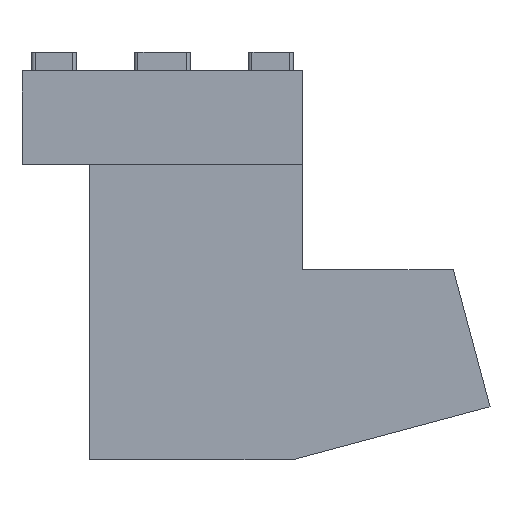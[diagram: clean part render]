
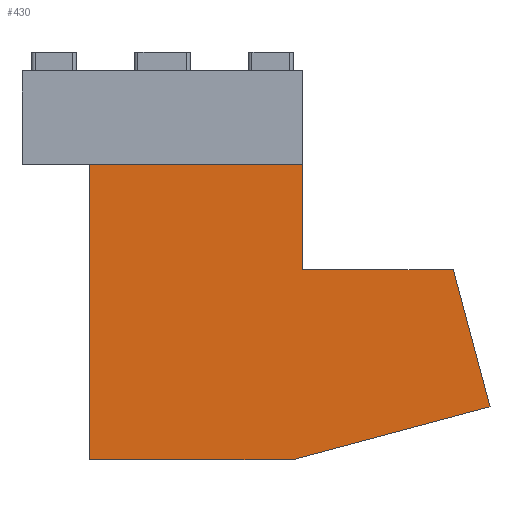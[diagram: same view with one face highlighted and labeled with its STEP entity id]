
A CAD part, left-side view. The second image highlights one B-rep face of the part: STEP entity #430.
In plain terms, the highlighted planar face has unit normal (-1, 0, 0).
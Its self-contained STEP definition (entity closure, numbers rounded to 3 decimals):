
#52=FACE_OUTER_BOUND('',#602,.T.);
#113=PLANE('',#1426);
#179=LINE('',#2222,#308);
#207=LINE('',#2303,#336);
#212=LINE('',#2311,#341);
#213=LINE('',#2313,#342);
#216=LINE('',#2319,#345);
#219=LINE('',#2325,#348);
#222=LINE('',#2331,#351);
#308=VECTOR('',#1570,1.);
#336=VECTOR('',#1628,1.);
#341=VECTOR('',#1635,1.);
#342=VECTOR('',#1638,1.);
#345=VECTOR('',#1643,1.);
#348=VECTOR('',#1648,1.);
#351=VECTOR('',#1653,1.);
#430=ADVANCED_FACE('',(#52),#113,.T.);
#602=EDGE_LOOP('',(#796,#797,#798,#799,#800,#801,#802));
#796=ORIENTED_EDGE('',*,*,#1196,.T.);
#797=ORIENTED_EDGE('',*,*,#1236,.T.);
#798=ORIENTED_EDGE('',*,*,#1241,.T.);
#799=ORIENTED_EDGE('',*,*,#1242,.T.);
#800=ORIENTED_EDGE('',*,*,#1245,.T.);
#801=ORIENTED_EDGE('',*,*,#1248,.T.);
#802=ORIENTED_EDGE('',*,*,#1251,.T.);
#1060=VERTEX_POINT('',#2223);
#1061=VERTEX_POINT('',#2224);
#1097=VERTEX_POINT('',#2302);
#1099=VERTEX_POINT('',#2310);
#1100=VERTEX_POINT('',#2314);
#1102=VERTEX_POINT('',#2320);
#1104=VERTEX_POINT('',#2326);
#1196=EDGE_CURVE('',#1060,#1061,#179,.T.);
#1236=EDGE_CURVE('',#1061,#1097,#207,.T.);
#1241=EDGE_CURVE('',#1097,#1099,#212,.T.);
#1242=EDGE_CURVE('',#1099,#1100,#213,.T.);
#1245=EDGE_CURVE('',#1100,#1102,#216,.T.);
#1248=EDGE_CURVE('',#1102,#1104,#219,.T.);
#1251=EDGE_CURVE('',#1104,#1060,#222,.T.);
#1426=AXIS2_PLACEMENT_3D('',#2334,#1657,#1658);
#1570=DIRECTION('',(0.,0.,1.));
#1628=DIRECTION('',(0.,1.,0.));
#1635=DIRECTION('',(0.,0.,-1.));
#1638=DIRECTION('',(0.,-1.,0.));
#1643=DIRECTION('',(0.,-0.966,0.259));
#1648=DIRECTION('',(0.,0.259,0.966));
#1653=DIRECTION('',(0.,1.,0.));
#1657=DIRECTION('',(-1.,0.,0.));
#1658=DIRECTION('',(0.,1.,0.));
#2222=CARTESIAN_POINT('',(0.,-37.5,-53.123));
#2223=CARTESIAN_POINT('',(0.,-37.5,-53.123));
#2224=CARTESIAN_POINT('',(0.,-37.5,-25.));
#2302=CARTESIAN_POINT('',(0.,19.5,-25.));
#2303=CARTESIAN_POINT('',(0.,-37.5,-25.));
#2310=CARTESIAN_POINT('',(0.,19.5,-104.));
#2311=CARTESIAN_POINT('',(0.,19.5,-25.));
#2313=CARTESIAN_POINT('',(0.,19.5,-104.));
#2314=CARTESIAN_POINT('',(0.,-34.756,-104.));
#2319=CARTESIAN_POINT('',(0.,-34.756,-104.));
#2320=CARTESIAN_POINT('',(0.,-87.647,-89.828));
#2325=CARTESIAN_POINT('',(0.,-87.647,-89.828));
#2326=CARTESIAN_POINT('',(0.,-77.812,-53.123));
#2331=CARTESIAN_POINT('',(0.,-37.5,-53.123));
#2334=CARTESIAN_POINT('',(0.,0.,0.));
